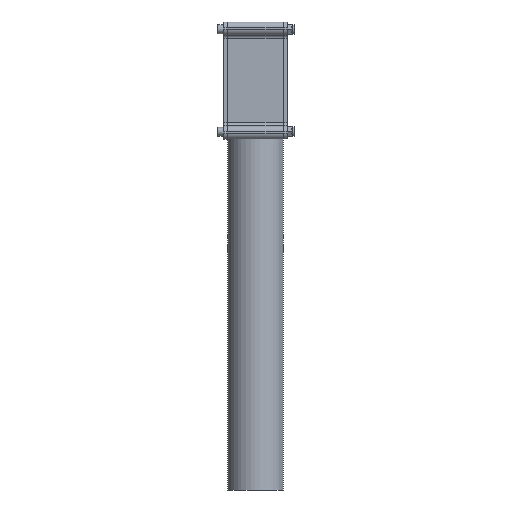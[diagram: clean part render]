
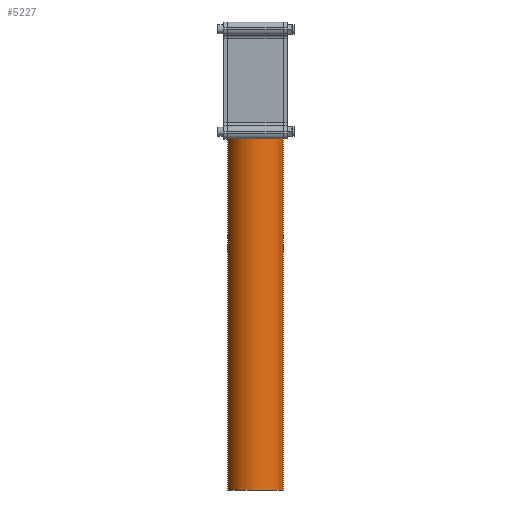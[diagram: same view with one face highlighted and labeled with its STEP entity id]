
A CAD part, front view. The second image highlights one B-rep face of the part: STEP entity #5227.
In plain terms, the highlighted cylindrical face has radius 30.163 mm (diameter 60.325 mm), a partial arc.
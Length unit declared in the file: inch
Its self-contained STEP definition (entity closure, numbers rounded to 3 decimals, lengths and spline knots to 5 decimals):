
#70 = FACE_OUTER_BOUND ( 'NONE', #3225, .T. ) ;
#179 = CARTESIAN_POINT ( 'NONE',  ( 0., 0., 20. ) ) ;
#688 = CARTESIAN_POINT ( 'NONE',  ( 0., 0., 20. ) ) ;
#712 = DIRECTION ( 'NONE',  ( 0., 0., -1. ) ) ;
#784 = DIRECTION ( 'NONE',  ( 0., 0., -1. ) ) ;
#1199 = DIRECTION ( 'NONE',  ( 1., 0., 0. ) ) ;
#1487 = CYLINDRICAL_SURFACE ( 'NONE', #4071, 1.1875 ) ;
#1504 = LINE ( 'NONE', #1783, #2756 ) ;
#1783 = CARTESIAN_POINT ( 'NONE',  ( 1.1875, 0., 20. ) ) ;
#1804 = DIRECTION ( 'NONE',  ( 0., 0., -1. ) ) ;
#2381 = CARTESIAN_POINT ( 'NONE',  ( -1.1875, 0., 20. ) ) ;
#2579 = LINE ( 'NONE', #2381, #6387 ) ;
#2756 = VECTOR ( 'NONE', #1804, 39.37008 ) ;
#2840 = ORIENTED_EDGE ( 'NONE', *, *, #4990, .T. ) ;
#3193 = DIRECTION ( 'NONE',  ( 0., 0., 1. ) ) ;
#3225 = EDGE_LOOP ( 'NONE', ( #4635, #3979, #3495, #2840 ) ) ;
#3495 = ORIENTED_EDGE ( 'NONE', *, *, #4700, .T. ) ;
#3611 = EDGE_CURVE ( 'NONE', #3859, #6179, #1504, .T. ) ;
#3843 = AXIS2_PLACEMENT_3D ( 'NONE', #6435, #3193, #6978 ) ;
#3859 = VERTEX_POINT ( 'NONE', #4692 ) ;
#3863 = VERTEX_POINT ( 'NONE', #6839 ) ;
#3979 = ORIENTED_EDGE ( 'NONE', *, *, #5789, .F. ) ;
#4071 = AXIS2_PLACEMENT_3D ( 'NONE', #179, #712, #6622 ) ;
#4438 = DIRECTION ( 'NONE',  ( 0., 0., 1. ) ) ;
#4501 = CARTESIAN_POINT ( 'NONE',  ( -1.1875, 0., 0. ) ) ;
#4635 = ORIENTED_EDGE ( 'NONE', *, *, #3611, .F. ) ;
#4692 = CARTESIAN_POINT ( 'NONE',  ( 1.1875, 0., 20. ) ) ;
#4700 = EDGE_CURVE ( 'NONE', #3863, #5895, #2579, .T. ) ;
#4765 = CARTESIAN_POINT ( 'NONE',  ( 1.1875, 0., 0. ) ) ;
#4889 = AXIS2_PLACEMENT_3D ( 'NONE', #688, #4438, #1199 ) ;
#4990 = EDGE_CURVE ( 'NONE', #5895, #6179, #5720, .T. ) ;
#5191 = CIRCLE ( 'NONE', #4889, 1.1875 ) ;
#5227 = ADVANCED_FACE ( 'NONE', ( #70 ), #1487, .T. ) ;
#5720 = CIRCLE ( 'NONE', #3843, 1.1875 ) ;
#5789 = EDGE_CURVE ( 'NONE', #3863, #3859, #5191, .T. ) ;
#5895 = VERTEX_POINT ( 'NONE', #4501 ) ;
#6179 = VERTEX_POINT ( 'NONE', #4765 ) ;
#6387 = VECTOR ( 'NONE', #784, 39.37008 ) ;
#6435 = CARTESIAN_POINT ( 'NONE',  ( 0., 0., 0. ) ) ;
#6622 = DIRECTION ( 'NONE',  ( -1., 0., 0. ) ) ;
#6839 = CARTESIAN_POINT ( 'NONE',  ( -1.1875, 0., 20. ) ) ;
#6978 = DIRECTION ( 'NONE',  ( 1., 0., 0. ) ) ;
